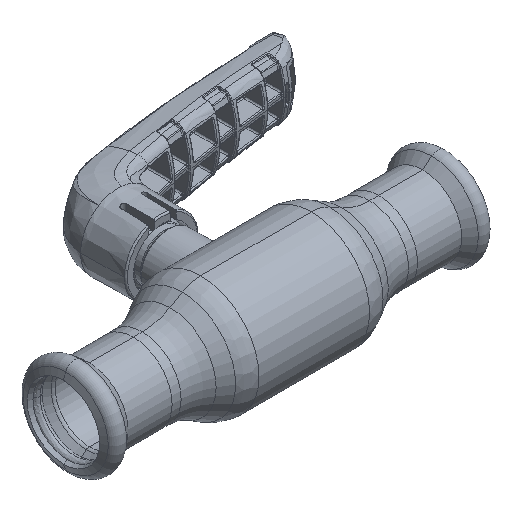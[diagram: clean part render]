
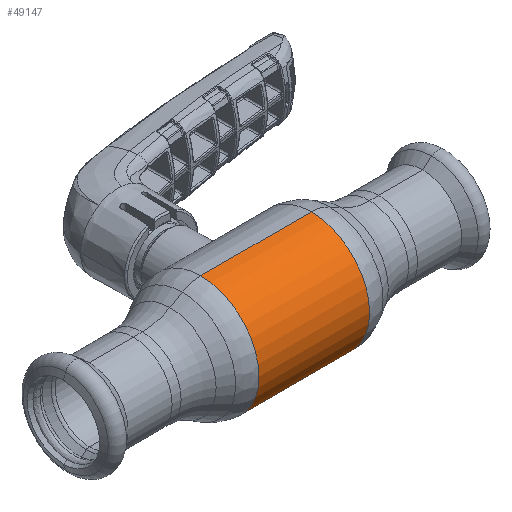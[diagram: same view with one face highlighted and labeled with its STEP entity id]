
A CAD part, isometric view. The second image highlights one B-rep face of the part: STEP entity #49147.
In plain terms, the highlighted cylindrical face has radius 19 mm (diameter 38 mm), a partial arc.
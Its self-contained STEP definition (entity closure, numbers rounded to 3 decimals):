
#19 = CYLINDRICAL_SURFACE ( 'NONE', #31841, 19. ) ;
#404 = VECTOR ( 'NONE', #20484, 1000. ) ;
#1131 = LINE ( 'NONE', #19864, #404 ) ;
#3013 = CARTESIAN_POINT ( 'NONE',  ( 18.035, 0., -19. ) ) ;
#5291 = EDGE_CURVE ( 'NONE', #36546, #6157, #33969, .T. ) ;
#6157 = VERTEX_POINT ( 'NONE', #57597 ) ;
#8054 = EDGE_CURVE ( 'NONE', #6157, #49817, #36660, .T. ) ;
#8405 = CARTESIAN_POINT ( 'NONE',  ( -18.035, 0., 0. ) ) ;
#12218 = AXIS2_PLACEMENT_3D ( 'NONE', #56139, #61419, #52548 ) ;
#13268 = DIRECTION ( 'NONE',  ( 0., 0., 1. ) ) ;
#15624 = DIRECTION ( 'NONE',  ( -1., 0., 0. ) ) ;
#18154 = DIRECTION ( 'NONE',  ( -1., 0., 0. ) ) ;
#19864 = CARTESIAN_POINT ( 'NONE',  ( -62.69, 0., 19. ) ) ;
#20484 = DIRECTION ( 'NONE',  ( -1., 0., 0. ) ) ;
#22056 = ORIENTED_EDGE ( 'NONE', *, *, #26919, .T. ) ;
#26919 = EDGE_CURVE ( 'NONE', #49190, #49817, #1131, .T. ) ;
#27538 = DIRECTION ( 'NONE',  ( -1., 0., 0. ) ) ;
#30932 = VECTOR ( 'NONE', #27538, 1000. ) ;
#31391 = EDGE_LOOP ( 'NONE', ( #60729, #48226, #22056, #43534 ) ) ;
#31830 = CARTESIAN_POINT ( 'NONE',  ( 18.035, 0., 19. ) ) ;
#31841 = AXIS2_PLACEMENT_3D ( 'NONE', #34824, #15624, #35860 ) ;
#33969 = LINE ( 'NONE', #41081, #30932 ) ;
#34824 = CARTESIAN_POINT ( 'NONE',  ( -62.69, 0., 0. ) ) ;
#35039 = EDGE_CURVE ( 'NONE', #36546, #49190, #53275, .T. ) ;
#35860 = DIRECTION ( 'NONE',  ( 0., 0., 1. ) ) ;
#36546 = VERTEX_POINT ( 'NONE', #3013 ) ;
#36660 = CIRCLE ( 'NONE', #39973, 19. ) ;
#39973 = AXIS2_PLACEMENT_3D ( 'NONE', #8405, #18154, #13268 ) ;
#41081 = CARTESIAN_POINT ( 'NONE',  ( -62.69, 0., -19. ) ) ;
#43534 = ORIENTED_EDGE ( 'NONE', *, *, #8054, .F. ) ;
#47654 = FACE_OUTER_BOUND ( 'NONE', #31391, .T. ) ;
#48226 = ORIENTED_EDGE ( 'NONE', *, *, #35039, .T. ) ;
#49147 = ADVANCED_FACE ( 'NONE', ( #47654 ), #19, .T. ) ;
#49190 = VERTEX_POINT ( 'NONE', #31830 ) ;
#49817 = VERTEX_POINT ( 'NONE', #52871 ) ;
#52548 = DIRECTION ( 'NONE',  ( 0., 0., 1. ) ) ;
#52871 = CARTESIAN_POINT ( 'NONE',  ( -18.035, 0., 19. ) ) ;
#53275 = CIRCLE ( 'NONE', #12218, 19. ) ;
#56139 = CARTESIAN_POINT ( 'NONE',  ( 18.035, 0., 0. ) ) ;
#57597 = CARTESIAN_POINT ( 'NONE',  ( -18.035, 0., -19. ) ) ;
#60729 = ORIENTED_EDGE ( 'NONE', *, *, #5291, .F. ) ;
#61419 = DIRECTION ( 'NONE',  ( -1., 0., 0. ) ) ;
